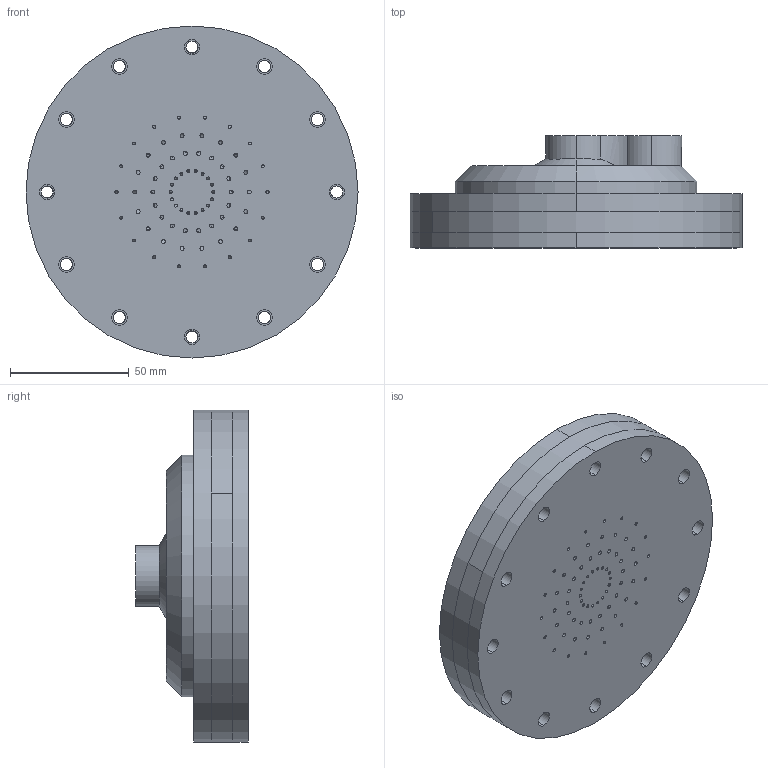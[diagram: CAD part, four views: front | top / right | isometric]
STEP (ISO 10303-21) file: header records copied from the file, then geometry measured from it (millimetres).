
FILE_DESCRIPTION (( 'STEP AP203' ), '1' );
FILE_NAME ('Injector Assembly V6-6-4_OG.STEP', '2022-06-06T01:24:02', ( '' ), ( '' ), 'SwSTEP 2.0', 'SolidWorks 2021', '' );
FILE_SCHEMA (( 'CONFIG_CONTROL_DESIGN' ));
Length unit declared in the file: inch
Products named in the file (4): Top Plate V4; Injector V4; Injector Assembly V6-6-4_OG; Distribution Plate V4
Assembly tree (3 placements, depth 2):
  Injector Assembly V6-6-4_OG
    Injector V4
    Distribution Plate V4
    Top Plate V4
Bounding box: 139.7 x 47.17 x 139.7 mm (x, y, z)
Volume: 355679.3 mm3; surface area: 125500.7 mm2
Topology: 3 solids, 3 shells, 381 faces, 1114 edges, 734 vertices
Faces by surface type: cylinder 322, plane 30, cone 15, torus 12, bspline 2
Entity records: 15575 total; most frequent: CARTESIAN_POINT 4717, ORIENTED_EDGE 2228, DIRECTION 2124, EDGE_CURVE 1114, AXIS2_PLACEMENT_3D 892, VERTEX_POINT 734, EDGE_LOOP 646, CIRCLE 507
